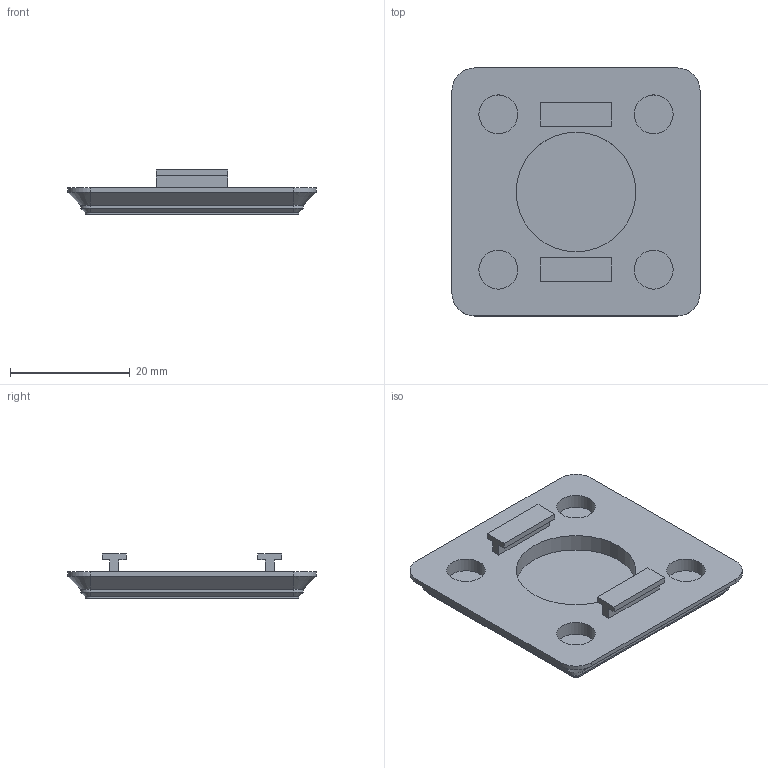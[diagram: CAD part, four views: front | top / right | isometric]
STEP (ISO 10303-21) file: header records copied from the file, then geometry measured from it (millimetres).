
FILE_DESCRIPTION(('Open CASCADE Model'),'2;1');
FILE_NAME('Open CASCADE Shape Model','2022-05-07T23:41:16',('Author'),( 'Open CASCADE'),'Open CASCADE STEP processor 7.5','Open CASCADE 7.5' ,'Unknown');
FILE_SCHEMA(('AUTOMOTIVE_DESIGN { 1 0 10303 214 1 1 1 1 }'));
Length unit declared in the file: millimetre
Products named in the file (3): Open CASCADE STEP translator 7.5 1; Open CASCADE STEP translator 7.5 1.1; Open CASCADE STEP translator 7.5 1.2
Assembly tree (2 placements, depth 2):
  Open CASCADE STEP translator 7.5 1
    Open CASCADE STEP translator 7.5 1.1
    Open CASCADE STEP translator 7.5 1.2
Bounding box: 41.5 x 41.5 x 7.4 mm (x, y, z)
Volume: 5157.1 mm3; surface area: 6909.2 mm2
Topology: 2 solids, 2 shells, 100 faces, 207 edges, 130 vertices
Faces by surface type: plane 63, cylinder 29, cone 8
Full cylindrical faces by diameter (mm): 2 x4, 3 x4, 4.5 x4, 6.5 x4, 20 x1
Entity records: 5366 total; most frequent: CARTESIAN_POINT 974, DIRECTION 839, LINE 473, VECTOR 473, ORIENTED_EDGE 414, PCURVE 414, DEFINITIONAL_REPRESENTATION 414, EDGE_CURVE 207
